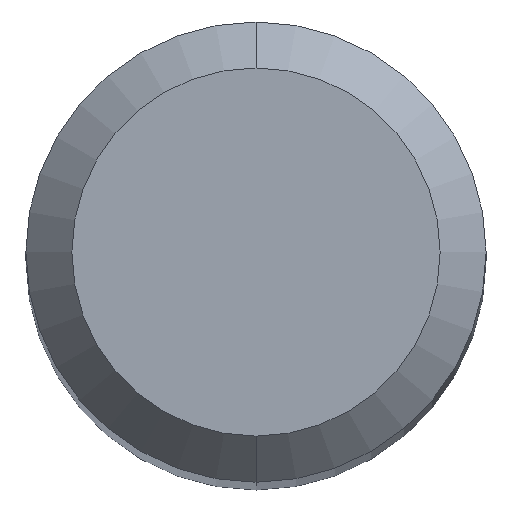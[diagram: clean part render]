
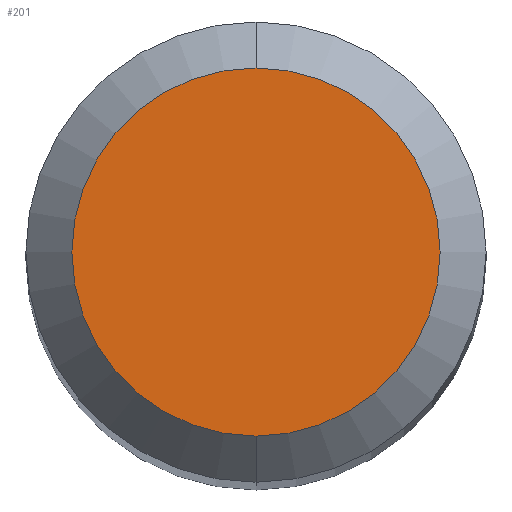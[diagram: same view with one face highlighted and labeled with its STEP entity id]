
A CAD part, top view. The second image highlights one B-rep face of the part: STEP entity #201.
In plain terms, the highlighted planar face has unit normal (0, 0, 1).
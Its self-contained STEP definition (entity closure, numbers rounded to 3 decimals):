
#183=VERTEX_POINT('',#491);
#201=ADVANCED_FACE('',(#510),#511,.T.);
#233=EDGE_CURVE('',#295,#183,#543,.T.);
#245=EDGE_CURVE('',#183,#295,#555,.T.);
#295=VERTEX_POINT('',#607);
#491=CARTESIAN_POINT('',(0.,-1.2,0.0));
#510=FACE_OUTER_BOUND('',#848,.T.);
#511=PLANE('',#849);
#543=CIRCLE('',#912,1.2);
#555=CIRCLE('',#954,1.2);
#607=CARTESIAN_POINT('',(0.0,1.2,0.0));
#848=EDGE_LOOP('',(#1470,#1471));
#849=AXIS2_PLACEMENT_3D('',#1472,#1473,#1474);
#912=AXIS2_PLACEMENT_3D('',#1490,#1491,#1492);
#954=AXIS2_PLACEMENT_3D('',#1499,#1500,#1501);
#1470=ORIENTED_EDGE('',*,*,#233,.F.);
#1471=ORIENTED_EDGE('',*,*,#245,.F.);
#1472=CARTESIAN_POINT('',(0.0,0.6,0.0));
#1473=DIRECTION('',(-0.0,0.0,1.0));
#1474=DIRECTION('',(0.0,-1.0,0.0));
#1490=CARTESIAN_POINT('',(0.0,0.0,0.0));
#1491=DIRECTION('',(0.0,0.0,-1.0));
#1492=DIRECTION('',(0.0,1.0,0.0));
#1499=CARTESIAN_POINT('',(0.0,0.0,0.0));
#1500=DIRECTION('',(0.0,0.0,-1.0));
#1501=DIRECTION('',(0.0,1.0,0.0));
